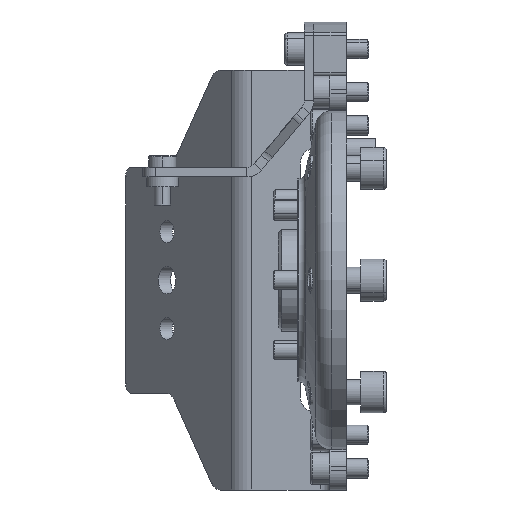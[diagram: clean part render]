
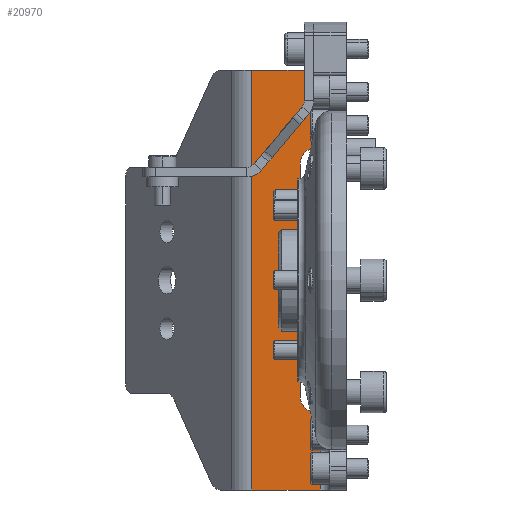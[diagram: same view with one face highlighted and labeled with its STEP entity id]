
A CAD part, front view. The second image highlights one B-rep face of the part: STEP entity #20970.
In plain terms, the highlighted planar face has unit normal (0, -1, 0).
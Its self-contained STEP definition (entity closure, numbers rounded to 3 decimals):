
#130 = CARTESIAN_POINT ( 'NONE',  ( 1496.23, 85., 1801. ) ) ;
#450 = VERTEX_POINT ( 'NONE', #22484 ) ;
#569 = CARTESIAN_POINT ( 'NONE',  ( 1476.23, 85., 1700. ) ) ;
#923 = EDGE_CURVE ( 'NONE', #4615, #7290, #11854, .T. ) ;
#1085 = DIRECTION ( 'NONE',  ( 1., 0., 0. ) ) ;
#1347 = CARTESIAN_POINT ( 'NONE',  ( 1496.23, 85., 1724. ) ) ;
#1529 = CARTESIAN_POINT ( 'NONE',  ( 1491.23, 85., 1700. ) ) ;
#1560 = CARTESIAN_POINT ( 'NONE',  ( 1500.5, 85., 1724. ) ) ;
#1677 = VECTOR ( 'NONE', #19261, 1000. ) ;
#1927 = VERTEX_POINT ( 'NONE', #18655 ) ;
#2076 = ORIENTED_EDGE ( 'NONE', *, *, #4977, .T. ) ;
#2148 = ORIENTED_EDGE ( 'NONE', *, *, #923, .T. ) ;
#2198 = VECTOR ( 'NONE', #20334, 1000. ) ;
#2515 = PLANE ( 'NONE',  #9826 ) ;
#2555 = DIRECTION ( 'NONE',  ( -1., 0., 0. ) ) ;
#3215 = EDGE_CURVE ( 'NONE', #4983, #450, #5430, .T. ) ;
#3563 = CIRCLE ( 'NONE', #19950, 5. ) ;
#3735 = ORIENTED_EDGE ( 'NONE', *, *, #18773, .F. ) ;
#4003 = VERTEX_POINT ( 'NONE', #22195 ) ;
#4030 = ORIENTED_EDGE ( 'NONE', *, *, #3215, .T. ) ;
#4422 = DIRECTION ( 'NONE',  ( 0., 0., 1. ) ) ;
#4615 = VERTEX_POINT ( 'NONE', #1347 ) ;
#4683 = CARTESIAN_POINT ( 'NONE',  ( 1491.23, 85., 1729. ) ) ;
#4799 = CARTESIAN_POINT ( 'NONE',  ( 1476.23, 85., 1700. ) ) ;
#4977 = EDGE_CURVE ( 'NONE', #13821, #1927, #10358, .T. ) ;
#4983 = VERTEX_POINT ( 'NONE', #15976 ) ;
#5430 = LINE ( 'NONE', #12861, #2198 ) ;
#6002 = AXIS2_PLACEMENT_3D ( 'NONE', #12165, #7056, #16328 ) ;
#6206 = EDGE_CURVE ( 'NONE', #4003, #4615, #20264, .T. ) ;
#6226 = LINE ( 'NONE', #12301, #23607 ) ;
#6366 = CARTESIAN_POINT ( 'NONE',  ( 1497.5, 85., 1700. ) ) ;
#6510 = ORIENTED_EDGE ( 'NONE', *, *, #22170, .T. ) ;
#7056 = DIRECTION ( 'NONE',  ( 0., 1., 0. ) ) ;
#7290 = VERTEX_POINT ( 'NONE', #4683 ) ;
#7761 = ORIENTED_EDGE ( 'NONE', *, *, #11627, .T. ) ;
#8239 = DIRECTION ( 'NONE',  ( 1., 0., 0. ) ) ;
#8689 = VECTOR ( 'NONE', #8971, 1000. ) ;
#8971 = DIRECTION ( 'NONE',  ( 0., 0., 1. ) ) ;
#9570 = LINE ( 'NONE', #21058, #23878 ) ;
#9686 = VECTOR ( 'NONE', #16455, 1000. ) ;
#9826 = AXIS2_PLACEMENT_3D ( 'NONE', #13867, #23153, #8239 ) ;
#10194 = FACE_OUTER_BOUND ( 'NONE', #18461, .T. ) ;
#10358 = LINE ( 'NONE', #12302, #13946 ) ;
#11151 = ORIENTED_EDGE ( 'NONE', *, *, #21970, .F. ) ;
#11627 = EDGE_CURVE ( 'NONE', #13154, #4003, #16786, .T. ) ;
#11854 = CIRCLE ( 'NONE', #6002, 5. ) ;
#12165 = CARTESIAN_POINT ( 'NONE',  ( 1496.23, 85., 1729. ) ) ;
#12301 = CARTESIAN_POINT ( 'NONE',  ( 1500.5, 85., 1700. ) ) ;
#12302 = CARTESIAN_POINT ( 'NONE',  ( 1500.5, 85., 1806. ) ) ;
#12791 = CARTESIAN_POINT ( 'NONE',  ( 1496.23, 85., 1806. ) ) ;
#12861 = CARTESIAN_POINT ( 'NONE',  ( 1500.5, 85., 1830. ) ) ;
#13154 = VERTEX_POINT ( 'NONE', #6366 ) ;
#13821 = VERTEX_POINT ( 'NONE', #12791 ) ;
#13867 = CARTESIAN_POINT ( 'NONE',  ( 1500.5, 85., 1700. ) ) ;
#13938 = CARTESIAN_POINT ( 'NONE',  ( 1497.5, 85., 1700. ) ) ;
#13946 = VECTOR ( 'NONE', #1085, 1000. ) ;
#14234 = VECTOR ( 'NONE', #4422, 1000. ) ;
#14659 = CARTESIAN_POINT ( 'NONE',  ( 1491.23, 85., 1801. ) ) ;
#15976 = CARTESIAN_POINT ( 'NONE',  ( 1497.5, 85., 1830. ) ) ;
#16328 = DIRECTION ( 'NONE',  ( 1., 0., 0. ) ) ;
#16455 = DIRECTION ( 'NONE',  ( -1., 0., 0. ) ) ;
#16592 = ORIENTED_EDGE ( 'NONE', *, *, #20209, .T. ) ;
#16786 = LINE ( 'NONE', #13938, #14234 ) ;
#16988 = VERTEX_POINT ( 'NONE', #4799 ) ;
#17116 = DIRECTION ( 'NONE',  ( 1., 0., 0. ) ) ;
#17593 = ORIENTED_EDGE ( 'NONE', *, *, #21376, .T. ) ;
#18461 = EDGE_LOOP ( 'NONE', ( #6510, #16592, #2076, #17593, #4030, #11151, #3735, #7761, #18536, #2148 ) ) ;
#18536 = ORIENTED_EDGE ( 'NONE', *, *, #6206, .T. ) ;
#18655 = CARTESIAN_POINT ( 'NONE',  ( 1497.5, 85., 1806. ) ) ;
#18773 = EDGE_CURVE ( 'NONE', #13154, #16988, #6226, .T. ) ;
#19261 = DIRECTION ( 'NONE',  ( 0., 0., 1. ) ) ;
#19950 = AXIS2_PLACEMENT_3D ( 'NONE', #130, #22361, #17116 ) ;
#20209 = EDGE_CURVE ( 'NONE', #23031, #13821, #3563, .T. ) ;
#20264 = LINE ( 'NONE', #1560, #9686 ) ;
#20334 = DIRECTION ( 'NONE',  ( -1., 0., 0. ) ) ;
#20970 = ADVANCED_FACE ( 'NONE', ( #10194 ), #2515, .F. ) ;
#21058 = CARTESIAN_POINT ( 'NONE',  ( 1497.5, 85., 1700. ) ) ;
#21212 = LINE ( 'NONE', #569, #1677 ) ;
#21376 = EDGE_CURVE ( 'NONE', #1927, #4983, #9570, .T. ) ;
#21506 = DIRECTION ( 'NONE',  ( 0., 0., 1. ) ) ;
#21970 = EDGE_CURVE ( 'NONE', #16988, #450, #21212, .T. ) ;
#22170 = EDGE_CURVE ( 'NONE', #7290, #23031, #23404, .T. ) ;
#22195 = CARTESIAN_POINT ( 'NONE',  ( 1497.5, 85., 1724. ) ) ;
#22361 = DIRECTION ( 'NONE',  ( 0., 1., 0. ) ) ;
#22484 = CARTESIAN_POINT ( 'NONE',  ( 1476.23, 85., 1830. ) ) ;
#23031 = VERTEX_POINT ( 'NONE', #14659 ) ;
#23153 = DIRECTION ( 'NONE',  ( 0., 1., 0. ) ) ;
#23404 = LINE ( 'NONE', #1529, #8689 ) ;
#23607 = VECTOR ( 'NONE', #2555, 1000. ) ;
#23878 = VECTOR ( 'NONE', #21506, 1000. ) ;
